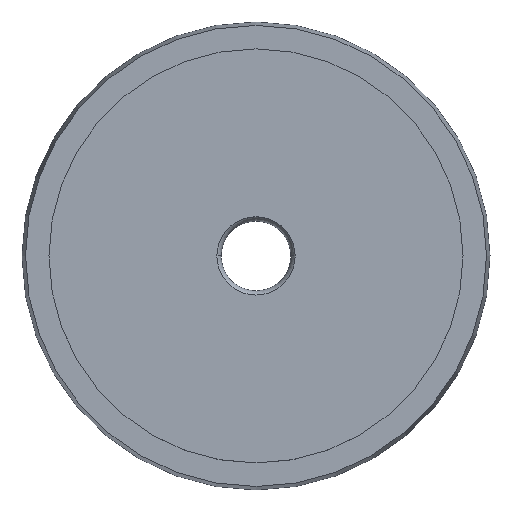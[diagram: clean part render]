
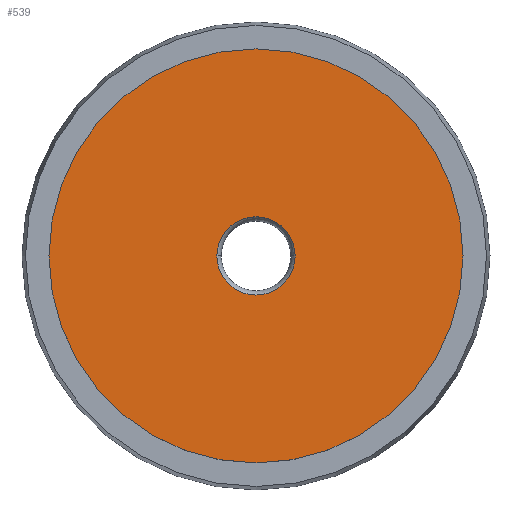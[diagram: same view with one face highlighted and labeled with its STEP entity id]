
A CAD part, top view. The second image highlights one B-rep face of the part: STEP entity #539.
In plain terms, the highlighted planar face has unit normal (0, 0, 1).
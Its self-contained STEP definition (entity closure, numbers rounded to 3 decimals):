
#1 = EDGE_CURVE ( 'NONE', #433, #326, #316, .T. ) ;
#2 = DIRECTION ( 'NONE',  ( 0., 0., -1. ) ) ;
#7 = AXIS2_PLACEMENT_3D ( 'NONE', #404, #313, #16 ) ;
#10 = DIRECTION ( 'NONE',  ( 1., 0., 0. ) ) ;
#16 = DIRECTION ( 'NONE',  ( 1., 0., 0. ) ) ;
#26 = DIRECTION ( 'NONE',  ( 0., 0., 1. ) ) ;
#29 = CIRCLE ( 'NONE', #202, 11.9 ) ;
#73 = DIRECTION ( 'NONE',  ( 1., 0., 0. ) ) ;
#83 = ORIENTED_EDGE ( 'NONE', *, *, #1, .F. ) ;
#112 = EDGE_LOOP ( 'NONE', ( #190, #363 ) ) ;
#154 = EDGE_CURVE ( 'NONE', #462, #247, #578, .T. ) ;
#164 = DIRECTION ( 'NONE',  ( 1., 0., 0. ) ) ;
#190 = ORIENTED_EDGE ( 'NONE', *, *, #154, .T. ) ;
#202 = AXIS2_PLACEMENT_3D ( 'NONE', #453, #556, #164 ) ;
#241 = CARTESIAN_POINT ( 'NONE',  ( 0., 0., 0. ) ) ;
#247 = VERTEX_POINT ( 'NONE', #351 ) ;
#261 = CARTESIAN_POINT ( 'NONE',  ( 0., 0., 0. ) ) ;
#287 = EDGE_CURVE ( 'NONE', #247, #462, #29, .T. ) ;
#290 = FACE_BOUND ( 'NONE', #579, .T. ) ;
#297 = AXIS2_PLACEMENT_3D ( 'NONE', #355, #2, #400 ) ;
#303 = CARTESIAN_POINT ( 'NONE',  ( -2.25, 0., 0. ) ) ;
#305 = DIRECTION ( 'NONE',  ( 0., 0., 1. ) ) ;
#313 = DIRECTION ( 'NONE',  ( 0., 0., 1. ) ) ;
#316 = CIRCLE ( 'NONE', #513, 2.25 ) ;
#326 = VERTEX_POINT ( 'NONE', #303 ) ;
#348 = EDGE_CURVE ( 'NONE', #326, #433, #586, .T. ) ;
#351 = CARTESIAN_POINT ( 'NONE',  ( -11.9, 0., 0. ) ) ;
#355 = CARTESIAN_POINT ( 'NONE',  ( 0., 0., 0. ) ) ;
#363 = ORIENTED_EDGE ( 'NONE', *, *, #287, .T. ) ;
#400 = DIRECTION ( 'NONE',  ( -1., 0., 0. ) ) ;
#404 = CARTESIAN_POINT ( 'NONE',  ( 0., 0., 0. ) ) ;
#411 = CARTESIAN_POINT ( 'NONE',  ( 2.25, 0., 0. ) ) ;
#425 = FACE_OUTER_BOUND ( 'NONE', #112, .T. ) ;
#433 = VERTEX_POINT ( 'NONE', #411 ) ;
#453 = CARTESIAN_POINT ( 'NONE',  ( 0., 0., 0. ) ) ;
#462 = VERTEX_POINT ( 'NONE', #582 ) ;
#496 = ORIENTED_EDGE ( 'NONE', *, *, #348, .F. ) ;
#498 = PLANE ( 'NONE',  #297 ) ;
#513 = AXIS2_PLACEMENT_3D ( 'NONE', #261, #305, #10 ) ;
#539 = ADVANCED_FACE ( 'NONE', ( #290, #425 ), #498, .F. ) ;
#556 = DIRECTION ( 'NONE',  ( 0., 0., 1. ) ) ;
#578 = CIRCLE ( 'NONE', #632, 11.9 ) ;
#579 = EDGE_LOOP ( 'NONE', ( #83, #496 ) ) ;
#582 = CARTESIAN_POINT ( 'NONE',  ( 11.9, 0., 0. ) ) ;
#586 = CIRCLE ( 'NONE', #7, 2.25 ) ;
#632 = AXIS2_PLACEMENT_3D ( 'NONE', #241, #26, #73 ) ;
